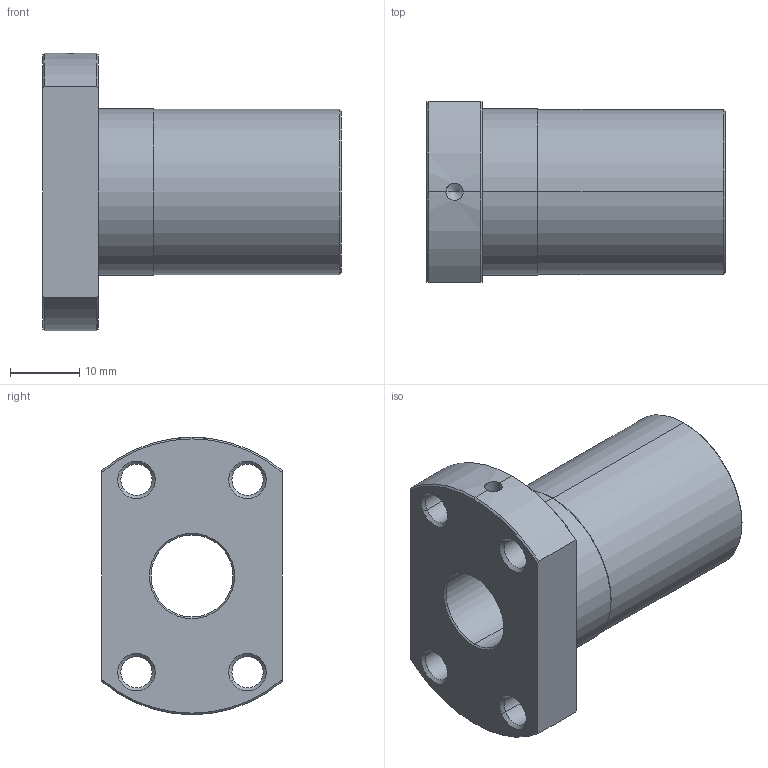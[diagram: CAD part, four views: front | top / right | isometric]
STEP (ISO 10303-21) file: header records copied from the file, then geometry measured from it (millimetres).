
FILE_DESCRIPTION(('HOOPS Exchange Step'),'2;1');
FILE_NAME('export-14350EDC-A76A-4BD1-B75A-6F891CCC625A.stp','2024-05-24T14:39:06+02:00',('Engineering'),('Alibre'),'HOOPS Exchange 2023.0','Alibre','Unknown authorisation');
FILE_SCHEMA( ('AP242_MANAGED_MODEL_BASED_3D_ENGINEERING_MIM_LF {1 0 10303 442 1 1 4 }') );
Length unit declared in the file: millimetre
Products named in the file (2): 6861-1 HIWIN Ballnut R12-10K3-FSCDIN; 6861 HIWIN Ballnut R12-10K3-FSCDIN
Assembly tree (1 placements, depth 2):
  6861 HIWIN Ballnut R12-10K3-FSCDIN
    6861-1 HIWIN Ballnut R12-10K3-FSCDIN
Bounding box: 43 x 26 x 40 mm (x, y, z)
Volume: 18049.3 mm3; surface area: 7183.3 mm2
Topology: 1 solids, 1 shells, 58 faces, 136 edges, 80 vertices
Faces by surface type: cone 32, cylinder 20, plane 6
Entity records: 1748 total; most frequent: CARTESIAN_POINT 327, DIRECTION 315, ORIENTED_EDGE 268, EDGE_CURVE 134, AXIS2_PLACEMENT_3D 130, VERTEX_POINT 80, EDGE_LOOP 70, FACE_BOUND 70
